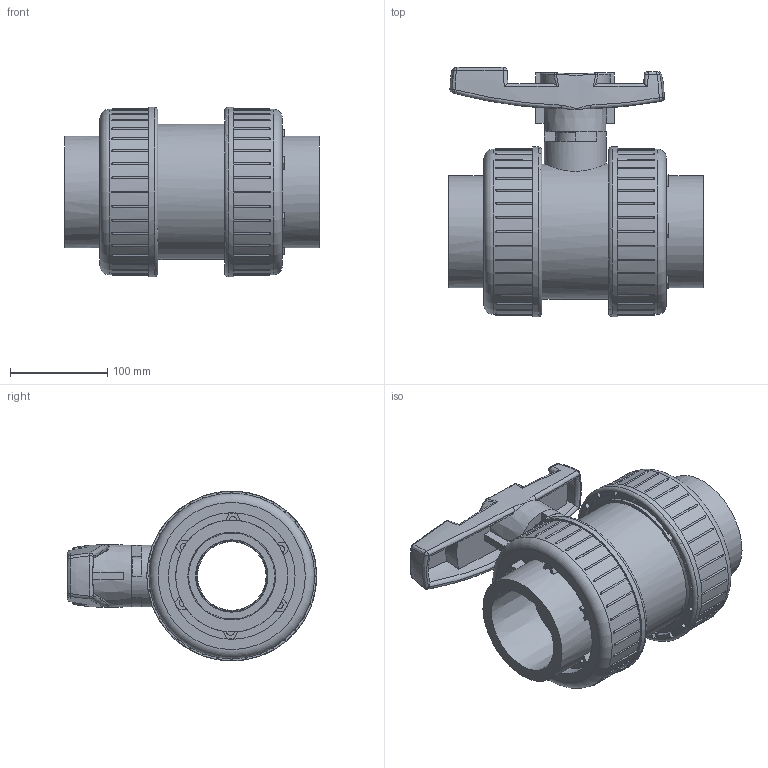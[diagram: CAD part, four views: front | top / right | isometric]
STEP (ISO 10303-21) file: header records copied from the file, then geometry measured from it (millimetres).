
FILE_DESCRIPTION(/* description */ (''),/* implementation_level */ '2;1');
FILE_NAME(/* name */ '90双由令球阀(灰）.stp',/* time_stamp */ '2023-08-05T14:43:16+08:00',/* author */ (''),/* organization */ (''),/* preprocessor_version */ 'ST-DEVELOPER v16',/* originating_system */ 'SIEMENS PLM Software NX 10.0',/* authorisation */ '');
FILE_SCHEMA (('AUTOMOTIVE_DESIGN { 1 0 10303 214 3 1 1 1 }'));
Length unit declared in the file: millimetre
Products named in the file (1): gelv05102A4Cw60z
Bounding box: 261.13 x 255.76 x 174.21 mm (x, y, z)
Volume: 3268807.3 mm3; surface area: 690403.8 mm2
Topology: 16 solids, 16 shells, 849 faces, 2437 edges, 1561 vertices
Faces by surface type: plane 405, cylinder 232, sphere 85, bspline 67, torus 53, cone 7
Full cylindrical faces by diameter (mm): 31.507 x4, 38.92 x3, 40.773 x1, 42.627 x2, 46.333 x1, 63.265 x1, 70.427 x1, 72.28 x2, 74.133 x4, 83.771 x3, 85.253 x1, 87.107 x3, 93.779 x3, 94.52 x1, 102.86 x1, 104.046 x3, 110.088 x3, 113.98 x1, 114.907 x2, 120.467 x1, 122.32 x2, 123.061 x1, 130 x2, 134.181 x2, 139 x8, 157.533 x2, 169.58 x2, 174.213 x2
Entity records: 39182 total; most frequent: CARTESIAN_POINT 19007, ORIENTED_EDGE 4216, DIRECTION 4056, EDGE_CURVE 2108, AXIS2_PLACEMENT_3D 1596, VERTEX_POINT 1427, EDGE_LOOP 997, LINE 864
